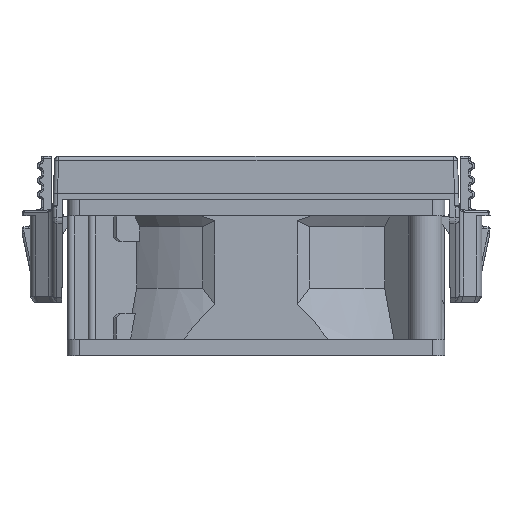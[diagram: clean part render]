
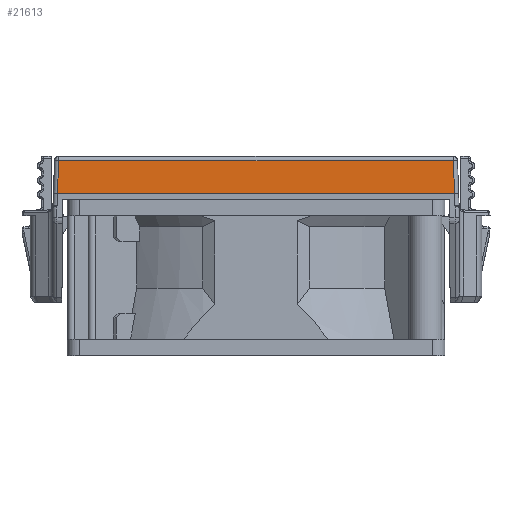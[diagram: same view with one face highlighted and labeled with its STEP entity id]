
A CAD part, front view. The second image highlights one B-rep face of the part: STEP entity #21613.
In plain terms, the highlighted planar face has unit normal (0, -1, 0.009).
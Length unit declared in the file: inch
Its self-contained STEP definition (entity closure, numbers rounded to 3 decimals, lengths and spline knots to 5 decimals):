
#926 = DIRECTION ( 'NONE',  ( 1., 0., 0. ) ) ;
#1995 = EDGE_CURVE ( 'NONE', #60753, #30739, #15859, .T. ) ;
#6157 = ORIENTED_EDGE ( 'NONE', *, *, #39507, .T. ) ;
#6382 = CARTESIAN_POINT ( 'NONE',  ( 8.0949, -1.80816, -0.03903 ) ) ;
#8244 = VERTEX_POINT ( 'NONE', #60253 ) ;
#8604 = CARTESIAN_POINT ( 'NONE',  ( 1.90393, -1.81091, -0.35439 ) ) ;
#8815 = CARTESIAN_POINT ( 'NONE',  ( 0.63464, -1.81091, -0.35435 ) ) ;
#11324 = VECTOR ( 'NONE', #49786, 39.37008 ) ;
#11573 = EDGE_CURVE ( 'NONE', #60753, #8244, #46504, .T. ) ;
#11801 = CARTESIAN_POINT ( 'NONE',  ( 1.89293, -1.80816, -0.03903 ) ) ;
#13761 = CARTESIAN_POINT ( 'NONE',  ( -0.63464, -1.81091, -0.35431 ) ) ;
#14251 = DIRECTION ( 'NONE',  ( -0.035, 0.009, 0.999 ) ) ;
#15859 = LINE ( 'NONE', #61607, #55991 ) ;
#18166 = ORIENTED_EDGE ( 'NONE', *, *, #41468, .F. ) ;
#18656 = CARTESIAN_POINT ( 'NONE',  ( -1.89293, -1.80816, -0.03903 ) ) ;
#21613 = ADVANCED_FACE ( 'NONE', ( #33370 ), #64459, .T. ) ;
#22168 = ORIENTED_EDGE ( 'NONE', *, *, #11573, .F. ) ;
#25108 = VECTOR ( 'NONE', #926, 39.37008 ) ;
#28062 = VERTEX_POINT ( 'NONE', #28973 ) ;
#28946 = DIRECTION ( 'NONE',  ( 0., -1., 0.009 ) ) ;
#28973 = CARTESIAN_POINT ( 'NONE',  ( -1.89293, -1.80816, -0.03903 ) ) ;
#30739 = VERTEX_POINT ( 'NONE', #11801 ) ;
#33196 = CARTESIAN_POINT ( 'NONE',  ( 1.90393, -1.81091, -0.35439 ) ) ;
#33370 = FACE_OUTER_BOUND ( 'NONE', #47961, .T. ) ;
#39507 = EDGE_CURVE ( 'NONE', #28062, #8244, #47332, .T. ) ;
#41468 = EDGE_CURVE ( 'NONE', #28062, #30739, #44793, .T. ) ;
#44299 = DIRECTION ( 'NONE',  ( 0., -0.009, -1. ) ) ;
#44793 = LINE ( 'NONE', #6382, #25108 ) ;
#44906 = ORIENTED_EDGE ( 'NONE', *, *, #1995, .T. ) ;
#45104 = CARTESIAN_POINT ( 'NONE',  ( -1.90393, -1.81091, -0.35427 ) ) ;
#46504 = B_SPLINE_CURVE_WITH_KNOTS ( 'NONE', 3,
 ( #8604, #8815, #13761, #45104 ),
 .UNSPECIFIED., .F., .F.,
 ( 4, 4 ),
 ( 0., 1. ),
 .UNSPECIFIED. ) ;
#46584 = AXIS2_PLACEMENT_3D ( 'NONE', #59647, #28946, #44299 ) ;
#47332 = LINE ( 'NONE', #18656, #11324 ) ;
#47961 = EDGE_LOOP ( 'NONE', ( #18166, #6157, #22168, #44906 ) ) ;
#49786 = DIRECTION ( 'NONE',  ( -0.035, -0.009, -0.999 ) ) ;
#55991 = VECTOR ( 'NONE', #14251, 39.37008 ) ;
#59647 = CARTESIAN_POINT ( 'NONE',  ( -1.94882, -1.81091, -0.35433 ) ) ;
#60253 = CARTESIAN_POINT ( 'NONE',  ( -1.90393, -1.81091, -0.35427 ) ) ;
#60753 = VERTEX_POINT ( 'NONE', #33196 ) ;
#61607 = CARTESIAN_POINT ( 'NONE',  ( 1.90393, -1.81091, -0.35439 ) ) ;
#64459 = PLANE ( 'NONE',  #46584 ) ;
